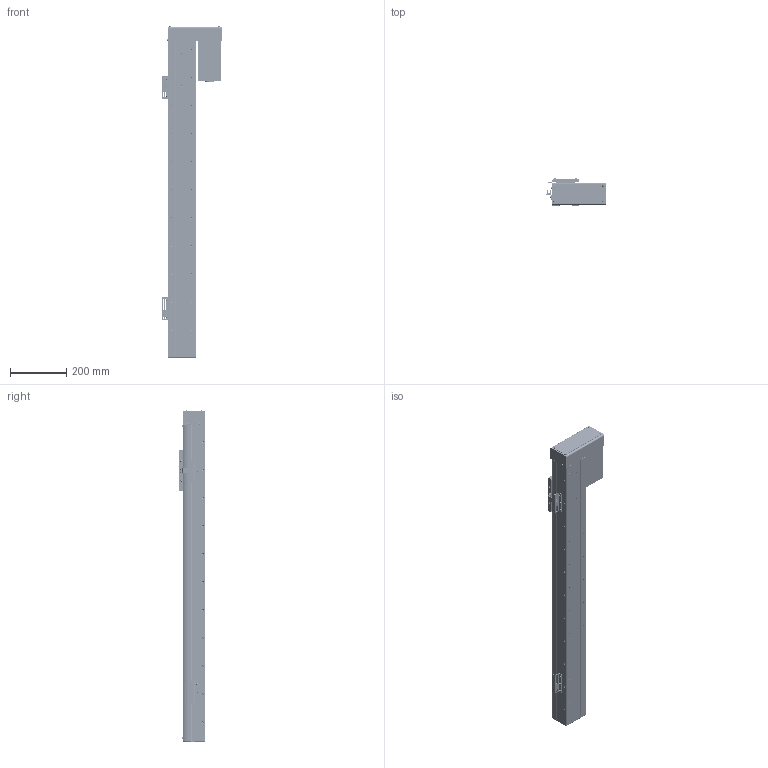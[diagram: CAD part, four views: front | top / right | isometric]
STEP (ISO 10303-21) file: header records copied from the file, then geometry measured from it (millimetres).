
FILE_DESCRIPTION (( 'STEP AP203' ), '1' );
FILE_NAME ('HC100-XXX-PR-800-XX-SL-OF.STEP', '2020-08-04T03:01:55', ( '彌營遵' ), ( '' ), 'SwSTEP 2.0', 'SolidWorks 2013', '' );
FILE_SCHEMA (( 'CONFIG_CONTROL_DESIGN' ));
Length unit declared in the file: millimetre
Products named in the file (44): socket countersunk head screw_am_B18.3.5M - 3 x 0.5 x 8 Socket FCHS  -- 8C; LMblock-ST800; socket head cap screw_ks_KS 1003 - M3 x 5 x 5-N; HR Series motor case(奢辨)-ST800; SUPPORT BLOCK-ST800; CARRIER-ST800; SHAFT-ST800; spring lock washer_ks_KS 1324 - M3; 醴喀攪-ST800; HRbearing cap-ST800; END COVER-ST800; STEEL BELT FIX-ST800; STEEL BELT TENSION BLOCK-ST800; BASE-ST800; HC100 SENSOR_1(PR); FRONT PLATE COVER 唯衛璽-ST800; DAMPER-ST800; HRballscrew-ST800; STEEL BELT TENSION PLATE-ST800; BEARING HOUSING(雖雖)-ST800; HC100 SENSOR_2(PR); pan cross head_ks_KS 1023 PC- M3 x 5-N; BEARING HOUSING(堅薑)-ST800; LMguide-ST800; socket head cap screw_ks_KS 1003 - M6 x 45 x 24-N; HC100-XXX-PR-800-XX-SL-OF; socket head cap screw_ks_KS 1003 - M4 x 10 x 10-N; FRONT PLATE-ST800; SIDE COVER-ST800; socket head cap screw_ks_KS 1003 - M5 x 16 x 16-N; CARRIER COVER-ST800; socket head cap screw_ks_KS 1003 - M6 x 10 x 10-N; FRONT PLATE COVER-ST800; SIDE COVER2-ST800; socket button head cap screw_am_B18.3.4M - 3 x 0.5 x 8 SBHCS --N; HC SENSOR DOG-ST800; MASensor Brk-ST800_ル遽; hg-kr23-ST800; STEEL BELT-ST800; socket button head cap screw_am_B18.3.4M - 3 x 0.5 x 5 SBHCS --N ...
Assembly tree (117 placements, depth 3):
  HC100-XXX-PR-800-XX-SL-OF
    BASE-ST800
    BEARING HOUSING(雖雖)-ST800
    CARRIER-ST800
      CARRIER-ST800
      CARRIER COVER-ST800
      HC SENSOR DOG-ST800
      HRballnut-ST800
      LMblock-ST800  x2
      SHAFT-ST800  x8
      STEEL BELT TENSION BLOCK-ST800  x2
      STEEL BELT TENSION PLATE-ST800  x2
      socket head cap screw_ks_KS 1003 - M6 x 45 x 24-N  x8
      socket head cap screw_ks_KS 1003 - M5 x 16 x 16-N  x4
      socket button head cap screw_am_B18.3.4M - 3 x 0.5 x 8 SBHCS --N  x4
      socket button head cap screw_am_B18.3.4M - 3 x 0.5 x 5 SBHCS --N  x2
      socket countersunk head screw_am_B18.3.5M - 3 x 0.5 x 8 Socket FCHS  -- 8C  x12
    END COVER-ST800
    HRballscrew-ST800
    LMguide-ST800
    SIDE COVER-ST800
    SIDE COVER2-ST800
    STEEL BELT-ST800
    STEEL BELT FIX-ST800  x2
    SUPPORT BLOCK-ST800  x2
    HRbearing cap-ST800
    DAMPER-ST800  x2
    BEARING HOUSING(堅薑)-ST800
    FRONT PLATE-ST800
    FRONT PLATE COVER-ST800
    hg-kr23-ST800
    HR Series motor case cover(奢辨)-ST800
    HR Series motor case(奢辨)-ST800
    醴喀攪-ST800
    FRONT PLATE COVER 唯衛璽-ST800
    pan cross head_ks_KS 1023 PC- M3 x 5-N  x16
    socket head cap screw_ks_KS 1003 - M4 x 10 x 10-N  x2
    socket head cap screw_ks_KS 1003 - M6 x 10 x 10-N  x2
    HC100 SENSOR_1(PR)
      MASensor Brk-ST800_ル遽
      EE-SX-674(奢辨 撫憮)-ST800_ル遽  x2
      socket head cap screw_ks_KS 1003 - M3 x 5 x 5-N  x7
      spring lock washer_ks_KS 1324 - M3  x3
    HC100 SENSOR_2(PR)
      MASensor Brk-ST800_ル遽
      EE-SX-674(奢辨 撫憮)-ST800_ル遽
      socket head cap screw_ks_KS 1003 - M3 x 5 x 5-N  x5
      spring lock washer_ks_KS 1324 - M3  x3
Bounding box: 214.15 x 95 x 1182.95 mm (x, y, z)
Volume: 3821920.3 mm3; surface area: 1684080.3 mm2
Topology: 114 solids, 114 shells, 4840 faces, 11990 edges, 7308 vertices
Faces by surface type: plane 2198, cylinder 1550, cone 738, torus 272, sphere 48, bspline 34
Entity records: 126017 total; most frequent: CARTESIAN_POINT 52447, DIRECTION 14461, ORIENTED_EDGE 13598, EDGE_CURVE 6799, AXIS2_PLACEMENT_3D 5298, VERTEX_POINT 4347, VECTOR 3865, LINE 3865
